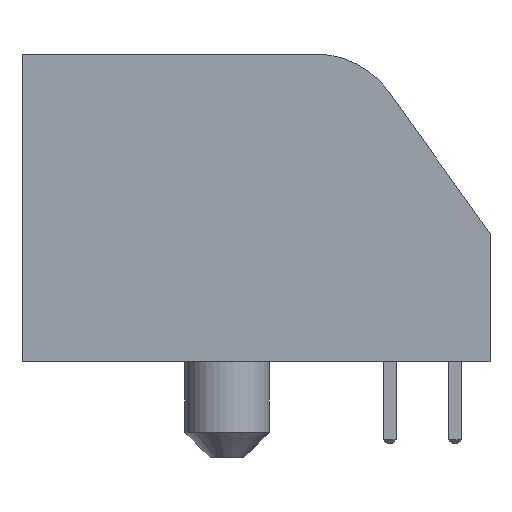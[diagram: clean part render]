
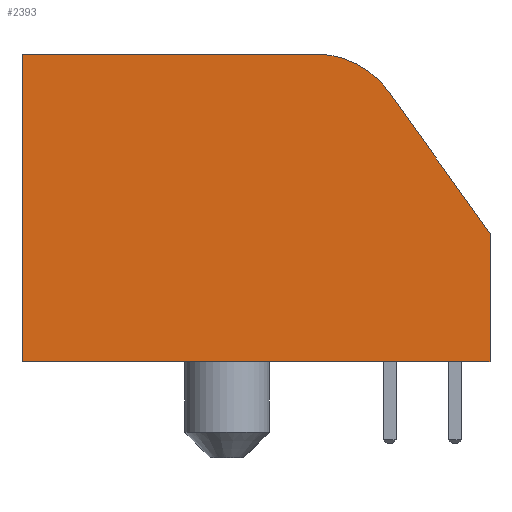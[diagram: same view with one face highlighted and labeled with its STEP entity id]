
A CAD part, front view. The second image highlights one B-rep face of the part: STEP entity #2393.
In plain terms, the highlighted planar face has unit normal (0, -1, 0).
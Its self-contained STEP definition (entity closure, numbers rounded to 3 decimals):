
#55=CIRCLE('',#2558,3.5);
#81=FACE_OUTER_BOUND('',#232,.T.);
#232=EDGE_LOOP('',(#1578,#1579,#1580,#1581,#1582,#1583));
#385=LINE('',#3403,#700);
#389=LINE('',#3412,#704);
#390=LINE('',#3416,#705);
#391=LINE('',#3418,#706);
#392=LINE('',#3419,#707);
#700=VECTOR('',#2736,10.);
#704=VECTOR('',#2742,10.);
#705=VECTOR('',#2747,10.);
#706=VECTOR('',#2748,10.);
#707=VECTOR('',#2749,10.);
#1012=VERTEX_POINT('',#3396);
#1015=VERTEX_POINT('',#3401);
#1017=VERTEX_POINT('',#3406);
#1019=VERTEX_POINT('',#3410);
#1020=VERTEX_POINT('',#3414);
#1021=VERTEX_POINT('',#3417);
#1231=EDGE_CURVE('',#1015,#1012,#385,.T.);
#1235=EDGE_CURVE('',#1017,#1019,#389,.T.);
#1236=EDGE_CURVE('',#1017,#1020,#55,.T.);
#1237=EDGE_CURVE('',#1012,#1019,#390,.T.);
#1238=EDGE_CURVE('',#1015,#1021,#391,.T.);
#1239=EDGE_CURVE('',#1020,#1021,#392,.T.);
#1578=ORIENTED_EDGE('',*,*,#1236,.F.);
#1579=ORIENTED_EDGE('',*,*,#1235,.T.);
#1580=ORIENTED_EDGE('',*,*,#1237,.F.);
#1581=ORIENTED_EDGE('',*,*,#1231,.F.);
#1582=ORIENTED_EDGE('',*,*,#1238,.T.);
#1583=ORIENTED_EDGE('',*,*,#1239,.F.);
#2256=PLANE('',#2557);
#2393=ADVANCED_FACE('',(#81),#2256,.F.);
#2557=AXIS2_PLACEMENT_3D('',#3413,#2743,#2744);
#2558=AXIS2_PLACEMENT_3D('',#3415,#2745,#2746);
#2736=DIRECTION('',(-1.,0.,0.));
#2742=DIRECTION('',(-1.,0.,0.));
#2743=DIRECTION('center_axis',(0.,1.,0.));
#2744=DIRECTION('ref_axis',(-1.,0.,0.));
#2745=DIRECTION('center_axis',(0.,1.,0.));
#2746=DIRECTION('ref_axis',(0.458,0.,0.889));
#2747=DIRECTION('',(0.,0.,1.));
#2748=DIRECTION('',(0.,0.,1.));
#2749=DIRECTION('',(0.581,0.,-0.814));
#3396=CARTESIAN_POINT('',(-9.13,-7.62,0.));
#3401=CARTESIAN_POINT('',(9.13,-7.62,0.));
#3403=CARTESIAN_POINT('',(9.13,-7.62,0.));
#3406=CARTESIAN_POINT('',(2.329,-7.62,12.));
#3410=CARTESIAN_POINT('',(-9.13,-7.62,12.));
#3412=CARTESIAN_POINT('',(9.13,-7.62,12.));
#3413=CARTESIAN_POINT('Origin',(9.13,-7.62,0.));
#3414=CARTESIAN_POINT('',(5.177,-7.62,10.534));
#3415=CARTESIAN_POINT('Origin',(2.329,-7.62,8.5));
#3416=CARTESIAN_POINT('',(-9.13,-7.62,0.));
#3417=CARTESIAN_POINT('',(9.13,-7.62,5.));
#3418=CARTESIAN_POINT('',(9.13,-7.62,0.));
#3419=CARTESIAN_POINT('',(9.062,-7.62,5.095));
